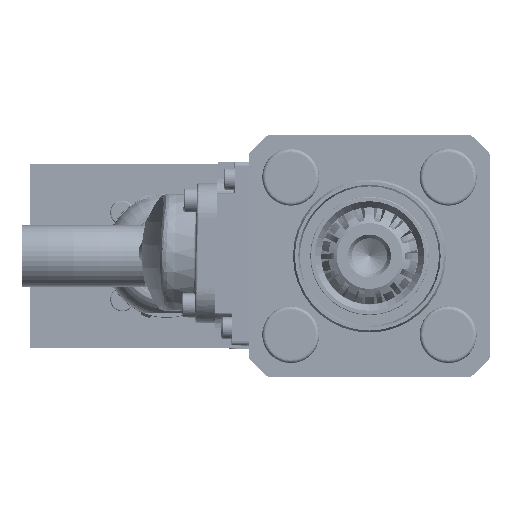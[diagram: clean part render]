
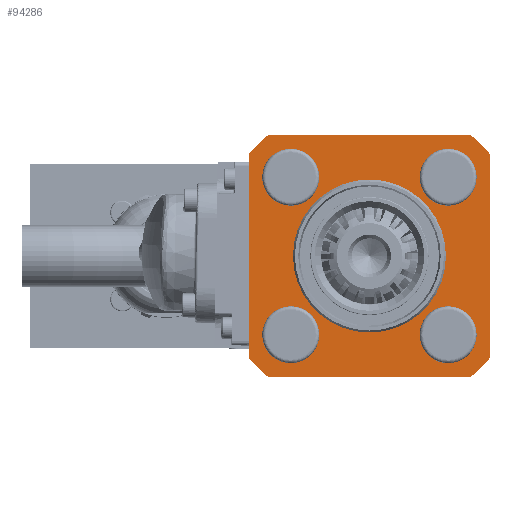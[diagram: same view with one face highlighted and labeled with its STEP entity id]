
A CAD part, left-side view. The second image highlights one B-rep face of the part: STEP entity #94286.
In plain terms, the highlighted planar face has unit normal (-1, 0, 0).
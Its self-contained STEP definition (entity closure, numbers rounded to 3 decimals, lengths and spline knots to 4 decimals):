
#3041=FACE_BOUND('',#29651,.T.);
#3042=FACE_BOUND('',#29652,.T.);
#3043=FACE_BOUND('',#29653,.T.);
#3044=FACE_BOUND('',#29654,.T.);
#3045=FACE_BOUND('',#29655,.T.);
#4259=PLANE('',#101605);
#9183=LINE('',#155936,#16827);
#9184=LINE('',#155940,#16828);
#9185=LINE('',#155944,#16829);
#9186=LINE('',#155948,#16830);
#16827=VECTOR('',#117304,4.6465);
#16828=VECTOR('',#117307,4.6465);
#16829=VECTOR('',#117310,4.6465);
#16830=VECTOR('',#117313,4.6465);
#24594=FACE_OUTER_BOUND('',#29650,.T.);
#29650=EDGE_LOOP('',(#71183,#71184,#71185,#71186,#71187,#71188,#71189,#71190));
#29651=EDGE_LOOP('',(#71191,#71192));
#29652=EDGE_LOOP('',(#71193));
#29653=EDGE_LOOP('',(#71194));
#29654=EDGE_LOOP('',(#71195,#71196));
#29655=EDGE_LOOP('',(#71197));
#35250=CIRCLE('',#101603,0.4688);
#35251=CIRCLE('',#101604,0.4688);
#35252=CIRCLE('',#101606,3.6);
#35253=CIRCLE('',#101607,3.6);
#35254=CIRCLE('',#101608,3.6);
#35255=CIRCLE('',#101609,3.6);
#35256=CIRCLE('',#101610,1.745);
#35257=CIRCLE('',#101611,1.745);
#35258=CIRCLE('',#101612,0.4688);
#35259=CIRCLE('',#101613,0.4688);
#35260=CIRCLE('',#101614,0.4688);
#40987=VERTEX_POINT('',#155928);
#40988=VERTEX_POINT('',#155930);
#40989=VERTEX_POINT('',#155934);
#40990=VERTEX_POINT('',#155935);
#40991=VERTEX_POINT('',#155937);
#40992=VERTEX_POINT('',#155939);
#40993=VERTEX_POINT('',#155941);
#40994=VERTEX_POINT('',#155943);
#40995=VERTEX_POINT('',#155945);
#40996=VERTEX_POINT('',#155947);
#40997=VERTEX_POINT('',#155950);
#40998=VERTEX_POINT('',#155951);
#40999=VERTEX_POINT('',#155954);
#41000=VERTEX_POINT('',#155956);
#41001=VERTEX_POINT('',#155958);
#52183=EDGE_CURVE('',#40988,#40987,#35250,.T.);
#52184=EDGE_CURVE('',#40987,#40988,#35251,.T.);
#52185=EDGE_CURVE('',#40989,#40990,#9183,.T.);
#52186=EDGE_CURVE('',#40991,#40989,#35252,.T.);
#52187=EDGE_CURVE('',#40992,#40991,#9184,.T.);
#52188=EDGE_CURVE('',#40993,#40992,#35253,.T.);
#52189=EDGE_CURVE('',#40994,#40993,#9185,.T.);
#52190=EDGE_CURVE('',#40995,#40994,#35254,.T.);
#52191=EDGE_CURVE('',#40996,#40995,#9186,.T.);
#52192=EDGE_CURVE('',#40990,#40996,#35255,.T.);
#52193=EDGE_CURVE('',#40997,#40998,#35256,.T.);
#52194=EDGE_CURVE('',#40998,#40997,#35257,.T.);
#52195=EDGE_CURVE('',#40999,#40999,#35258,.T.);
#52196=EDGE_CURVE('',#41000,#41000,#35259,.T.);
#52197=EDGE_CURVE('',#41001,#41001,#35260,.T.);
#71183=ORIENTED_EDGE('',*,*,#52185,.F.);
#71184=ORIENTED_EDGE('',*,*,#52186,.F.);
#71185=ORIENTED_EDGE('',*,*,#52187,.F.);
#71186=ORIENTED_EDGE('',*,*,#52188,.F.);
#71187=ORIENTED_EDGE('',*,*,#52189,.F.);
#71188=ORIENTED_EDGE('',*,*,#52190,.F.);
#71189=ORIENTED_EDGE('',*,*,#52191,.F.);
#71190=ORIENTED_EDGE('',*,*,#52192,.F.);
#71191=ORIENTED_EDGE('',*,*,#52193,.F.);
#71192=ORIENTED_EDGE('',*,*,#52194,.F.);
#71193=ORIENTED_EDGE('',*,*,#52195,.F.);
#71194=ORIENTED_EDGE('',*,*,#52196,.T.);
#71195=ORIENTED_EDGE('',*,*,#52183,.T.);
#71196=ORIENTED_EDGE('',*,*,#52184,.T.);
#71197=ORIENTED_EDGE('',*,*,#52197,.F.);
#94286=ADVANCED_FACE('',(#24594,#3041,#3042,#3043,#3044,#3045),#4259,.T.);
#101603=AXIS2_PLACEMENT_3D('',#155931,#117298,#117299);
#101604=AXIS2_PLACEMENT_3D('',#155932,#117300,#117301);
#101605=AXIS2_PLACEMENT_3D('',#155933,#117302,#117303);
#101606=AXIS2_PLACEMENT_3D('',#155938,#117305,#117306);
#101607=AXIS2_PLACEMENT_3D('',#155942,#117308,#117309);
#101608=AXIS2_PLACEMENT_3D('',#155946,#117311,#117312);
#101609=AXIS2_PLACEMENT_3D('',#155949,#117314,#117315);
#101610=AXIS2_PLACEMENT_3D('',#155952,#117316,#117317);
#101611=AXIS2_PLACEMENT_3D('',#155953,#117318,#117319);
#101612=AXIS2_PLACEMENT_3D('',#155955,#117320,#117321);
#101613=AXIS2_PLACEMENT_3D('',#155957,#117322,#117323);
#101614=AXIS2_PLACEMENT_3D('',#155959,#117324,#117325);
#117298=DIRECTION('center_axis',(1.,0.,0.));
#117299=DIRECTION('ref_axis',(0.,1.,0.));
#117300=DIRECTION('center_axis',(1.,0.,0.));
#117301=DIRECTION('ref_axis',(0.,1.,0.));
#117302=DIRECTION('center_axis',(-1.,0.,0.));
#117303=DIRECTION('ref_axis',(0.,1.,0.));
#117304=DIRECTION('',(0.,0.,1.));
#117305=DIRECTION('center_axis',(1.,0.,0.));
#117306=DIRECTION('ref_axis',(0.,0.645,-0.764));
#117307=DIRECTION('',(0.,1.,0.));
#117308=DIRECTION('center_axis',(1.,0.,0.));
#117309=DIRECTION('ref_axis',(0.,-0.764,-0.645));
#117310=DIRECTION('',(0.,0.,-1.));
#117311=DIRECTION('center_axis',(1.,0.,0.));
#117312=DIRECTION('ref_axis',(0.,-0.645,0.764));
#117313=DIRECTION('',(0.,-1.,0.));
#117314=DIRECTION('center_axis',(1.,0.,0.));
#117315=DIRECTION('ref_axis',(0.,0.764,0.645));
#117316=DIRECTION('center_axis',(-1.,0.,0.));
#117317=DIRECTION('ref_axis',(0.,1.,0.));
#117318=DIRECTION('center_axis',(-1.,0.,0.));
#117319=DIRECTION('ref_axis',(0.,1.,0.));
#117320=DIRECTION('center_axis',(-1.,0.,0.));
#117321=DIRECTION('ref_axis',(0.,1.,0.));
#117322=DIRECTION('center_axis',(1.,0.,0.));
#117323=DIRECTION('ref_axis',(0.,1.,0.));
#117324=DIRECTION('center_axis',(-1.,0.,0.));
#117325=DIRECTION('ref_axis',(0.,-1.,0.));
#155928=CARTESIAN_POINT('',(2.4,1.3273,-1.7961));
#155930=CARTESIAN_POINT('',(2.4,2.2648,-1.7961));
#155931=CARTESIAN_POINT('Origin',(2.4,1.7961,-1.7961));
#155932=CARTESIAN_POINT('Origin',(2.4,1.7961,-1.7961));
#155933=CARTESIAN_POINT('Origin',(2.4,0.,0.));
#155934=CARTESIAN_POINT('',(2.4,2.75,-2.3233));
#155935=CARTESIAN_POINT('',(2.4,2.75,2.3233));
#155936=CARTESIAN_POINT('',(2.4,2.75,-2.3233));
#155937=CARTESIAN_POINT('',(2.4,2.3233,-2.75));
#155938=CARTESIAN_POINT('Origin',(2.4,0.,0.));
#155939=CARTESIAN_POINT('',(2.4,-2.3233,-2.75));
#155940=CARTESIAN_POINT('',(2.4,-2.3233,-2.75));
#155941=CARTESIAN_POINT('',(2.4,-2.75,-2.3233));
#155942=CARTESIAN_POINT('Origin',(2.4,0.,0.));
#155943=CARTESIAN_POINT('',(2.4,-2.75,2.3233));
#155944=CARTESIAN_POINT('',(2.4,-2.75,2.3233));
#155945=CARTESIAN_POINT('',(2.4,-2.3233,2.75));
#155946=CARTESIAN_POINT('Origin',(2.4,0.,0.));
#155947=CARTESIAN_POINT('',(2.4,2.3233,2.75));
#155948=CARTESIAN_POINT('',(2.4,2.3233,2.75));
#155949=CARTESIAN_POINT('Origin',(2.4,0.,0.));
#155950=CARTESIAN_POINT('',(2.4,1.745,0.));
#155951=CARTESIAN_POINT('',(2.4,-1.745,0.));
#155952=CARTESIAN_POINT('Origin',(2.4,0.,0.));
#155953=CARTESIAN_POINT('Origin',(2.4,0.,0.));
#155954=CARTESIAN_POINT('',(2.4,-2.2648,-1.7961));
#155955=CARTESIAN_POINT('Origin',(2.4,-1.7961,-1.7961));
#155956=CARTESIAN_POINT('',(2.4,-1.3273,1.7961));
#155957=CARTESIAN_POINT('Origin',(2.4,-1.7961,1.7961));
#155958=CARTESIAN_POINT('',(2.4,2.2648,1.7961));
#155959=CARTESIAN_POINT('Origin',(2.4,1.7961,1.7961));
